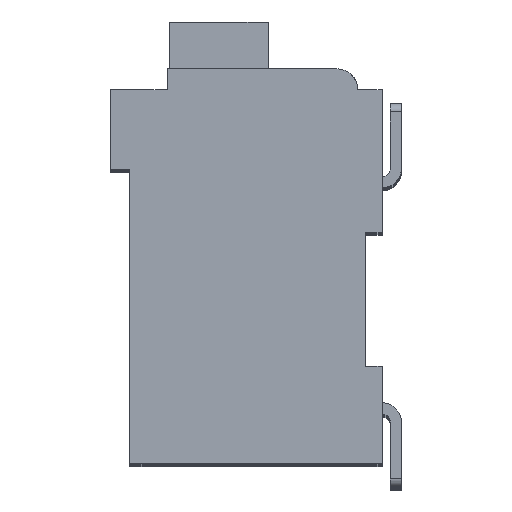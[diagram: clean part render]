
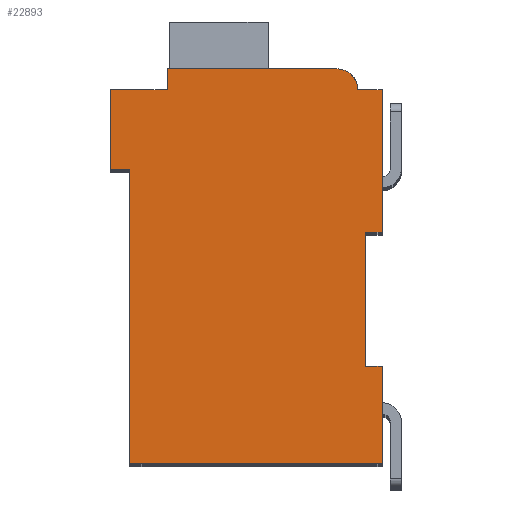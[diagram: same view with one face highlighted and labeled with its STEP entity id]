
A CAD part, top view. The second image highlights one B-rep face of the part: STEP entity #22893.
In plain terms, the highlighted planar face has unit normal (0, 0, 1).
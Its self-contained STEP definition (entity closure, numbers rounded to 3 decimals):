
#2562=DIRECTION('',(1.,0.,0.));
#2563=VECTOR('',#2562,0.5);
#2564=CARTESIAN_POINT('',(7.3,7.15,2.1));
#2565=LINE('',#2564,#2563);
#2566=DIRECTION('',(0.,1.,0.));
#2567=VECTOR('',#2566,4.15);
#2568=CARTESIAN_POINT('',(7.3,3.,2.1));
#2569=LINE('',#2568,#2567);
#2570=DIRECTION('',(-1.,0.,0.));
#2571=VECTOR('',#2570,0.5);
#2572=CARTESIAN_POINT('',(7.8,3.,2.1));
#2573=LINE('',#2572,#2571);
#2574=DIRECTION('',(0.,1.,0.));
#2575=VECTOR('',#2574,3.);
#2576=CARTESIAN_POINT('',(7.8,0.,2.1));
#2577=LINE('',#2576,#2575);
#2578=DIRECTION('',(1.,0.,0.));
#2579=VECTOR('',#2578,7.8);
#2580=CARTESIAN_POINT('',(0.,0.,2.1));
#2581=LINE('',#2580,#2579);
#2582=DIRECTION('',(0.,-1.,0.));
#2583=VECTOR('',#2582,9.1);
#2584=CARTESIAN_POINT('',(0.,9.1,2.1));
#2585=LINE('',#2584,#2583);
#2586=DIRECTION('',(1.,0.,0.));
#2587=VECTOR('',#2586,0.6);
#2588=CARTESIAN_POINT('',(-0.6,9.1,2.1));
#2589=LINE('',#2588,#2587);
#2590=DIRECTION('',(0.,-1.,0.));
#2591=VECTOR('',#2590,2.45);
#2592=CARTESIAN_POINT('',(-0.6,11.55,2.1));
#2593=LINE('',#2592,#2591);
#2594=DIRECTION('',(-1.,0.,0.));
#2595=VECTOR('',#2594,1.75);
#2596=CARTESIAN_POINT('',(1.15,11.55,2.1));
#2597=LINE('',#2596,#2595);
#2598=DIRECTION('',(0.,-1.,0.));
#2599=VECTOR('',#2598,0.65);
#2600=CARTESIAN_POINT('',(1.15,12.2,2.1));
#2601=LINE('',#2600,#2599);
#2602=DIRECTION('',(-1.,0.,0.));
#2603=VECTOR('',#2602,5.25);
#2604=CARTESIAN_POINT('',(6.4,12.2,2.1));
#2605=LINE('',#2604,#2603);
#2606=CARTESIAN_POINT('',(6.4,11.55,2.1));
#2607=DIRECTION('',(0.,0.,1.));
#2608=DIRECTION('',(1.,0.,0.));
#2609=AXIS2_PLACEMENT_3D('',#2606,#2607,#2608);
#2611=DIRECTION('',(-1.,0.,0.));
#2612=VECTOR('',#2611,0.75);
#2613=CARTESIAN_POINT('',(7.8,11.55,2.1));
#2614=LINE('',#2613,#2612);
#2615=DIRECTION('',(0.,1.,0.));
#2616=VECTOR('',#2615,4.4);
#2617=CARTESIAN_POINT('',(7.8,7.15,2.1));
#2618=LINE('',#2617,#2616);
#15919=CARTESIAN_POINT('',(7.3,7.15,2.1));
#15920=CARTESIAN_POINT('',(7.8,7.15,2.1));
#15921=VERTEX_POINT('',#15919);
#15922=VERTEX_POINT('',#15920);
#15923=CARTESIAN_POINT('',(7.8,11.55,2.1));
#15924=VERTEX_POINT('',#15923);
#15925=CARTESIAN_POINT('',(7.05,11.55,2.1));
#15926=VERTEX_POINT('',#15925);
#15927=CARTESIAN_POINT('',(6.4,12.2,2.1));
#15928=VERTEX_POINT('',#15927);
#15929=CARTESIAN_POINT('',(1.15,12.2,2.1));
#15930=VERTEX_POINT('',#15929);
#15931=CARTESIAN_POINT('',(1.15,11.55,2.1));
#15932=VERTEX_POINT('',#15931);
#15933=CARTESIAN_POINT('',(-0.6,11.55,2.1));
#15934=VERTEX_POINT('',#15933);
#15935=CARTESIAN_POINT('',(-0.6,9.1,2.1));
#15936=VERTEX_POINT('',#15935);
#15937=CARTESIAN_POINT('',(0.,9.1,2.1));
#15938=VERTEX_POINT('',#15937);
#15939=CARTESIAN_POINT('',(0.,0.,2.1));
#15940=VERTEX_POINT('',#15939);
#15941=CARTESIAN_POINT('',(7.8,0.,2.1));
#15942=VERTEX_POINT('',#15941);
#15943=CARTESIAN_POINT('',(7.8,3.,2.1));
#15944=VERTEX_POINT('',#15943);
#15945=CARTESIAN_POINT('',(7.3,3.,2.1));
#15946=VERTEX_POINT('',#15945);
#22863=CARTESIAN_POINT('',(0.,0.,2.1));
#22864=DIRECTION('',(0.,0.,1.));
#22865=DIRECTION('',(1.,0.,0.));
#22866=AXIS2_PLACEMENT_3D('',#22863,#22864,#22865);
#22867=PLANE('',#22866);
#22868=ORIENTED_EDGE('',*,*,#20888,.F.);
#22869=ORIENTED_EDGE('',*,*,#21682,.F.);
#22871=ORIENTED_EDGE('',*,*,#22870,.F.);
#22873=ORIENTED_EDGE('',*,*,#22872,.F.);
#22874=ORIENTED_EDGE('',*,*,#22463,.F.);
#22875=ORIENTED_EDGE('',*,*,#22316,.F.);
#22877=ORIENTED_EDGE('',*,*,#22876,.F.);
#22879=ORIENTED_EDGE('',*,*,#22878,.F.);
#22881=ORIENTED_EDGE('',*,*,#22880,.F.);
#22883=ORIENTED_EDGE('',*,*,#22882,.F.);
#22885=ORIENTED_EDGE('',*,*,#22884,.F.);
#22887=ORIENTED_EDGE('',*,*,#22886,.F.);
#22889=ORIENTED_EDGE('',*,*,#22888,.F.);
#22890=ORIENTED_EDGE('',*,*,#21318,.F.);
#22891=EDGE_LOOP('',(#22868,#22869,#22871,#22873,#22874,#22875,#22877,#22879,
#22881,#22883,#22885,#22887,#22889,#22890));
#22892=FACE_OUTER_BOUND('',#22891,.F.);
#2610=CIRCLE('',#2609,0.65);
#20888=EDGE_CURVE('',#15921,#15922,#2565,.T.);
#21318=EDGE_CURVE('',#15922,#15924,#2618,.T.);
#21682=EDGE_CURVE('',#15946,#15921,#2569,.T.);
#22316=EDGE_CURVE('',#15938,#15940,#2585,.T.);
#22463=EDGE_CURVE('',#15940,#15942,#2581,.T.);
#22870=EDGE_CURVE('',#15944,#15946,#2573,.T.);
#22872=EDGE_CURVE('',#15942,#15944,#2577,.T.);
#22876=EDGE_CURVE('',#15936,#15938,#2589,.T.);
#22878=EDGE_CURVE('',#15934,#15936,#2593,.T.);
#22880=EDGE_CURVE('',#15932,#15934,#2597,.T.);
#22882=EDGE_CURVE('',#15930,#15932,#2601,.T.);
#22884=EDGE_CURVE('',#15928,#15930,#2605,.T.);
#22886=EDGE_CURVE('',#15926,#15928,#2610,.T.);
#22888=EDGE_CURVE('',#15924,#15926,#2614,.T.);
#22893=ADVANCED_FACE('',(#22892),#22867,.T.);
